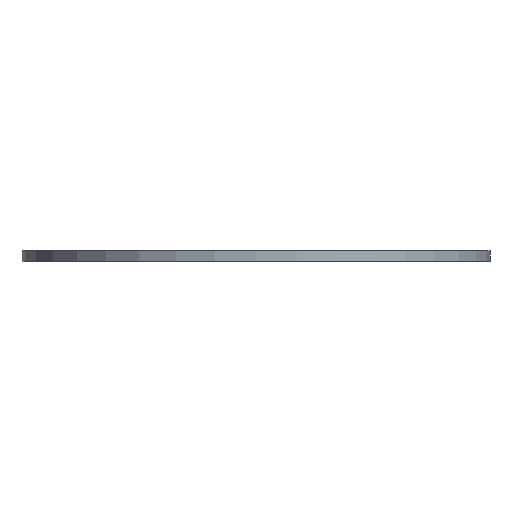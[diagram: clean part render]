
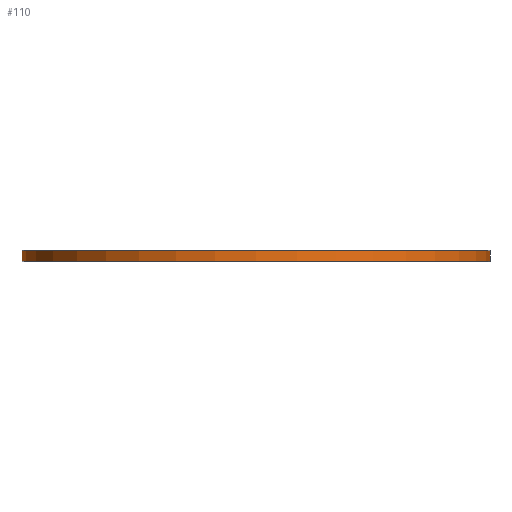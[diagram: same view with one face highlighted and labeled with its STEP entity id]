
A CAD part, front view. The second image highlights one B-rep face of the part: STEP entity #110.
In plain terms, the highlighted cylindrical face has radius 208.6 mm (diameter 417.2 mm), a full revolution.
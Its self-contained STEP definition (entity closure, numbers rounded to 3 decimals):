
#34=CYLINDRICAL_SURFACE('',#1828,208.6);
#110=ADVANCED_FACE('',(#339,#340),#34,.T.);
#339=FACE_BOUND('',#645,.T.);
#340=FACE_BOUND('',#646,.T.);
#645=EDGE_LOOP('',(#951));
#646=EDGE_LOOP('',(#952));
#951=ORIENTED_EDGE('',*,*,#1410,.T.);
#952=ORIENTED_EDGE('',*,*,#1411,.T.);
#1257=VERTEX_POINT('',#2760);
#1258=VERTEX_POINT('',#2762);
#1410=EDGE_CURVE('',#1257,#1257,#1576,.T.);
#1411=EDGE_CURVE('',#1258,#1258,#1577,.T.);
#1576=CIRCLE('',#1826,208.6);
#1577=CIRCLE('',#1827,208.6);
#1826=AXIS2_PLACEMENT_3D('',#2759,#2204,#2205);
#1827=AXIS2_PLACEMENT_3D('',#2761,#2206,#2207);
#1828=AXIS2_PLACEMENT_3D('',#2763,#2208,#2209);
#2204=DIRECTION('',(0.,0.,1.));
#2205=DIRECTION('',(-1.,0.,0.));
#2206=DIRECTION('',(0.,0.,-1.));
#2207=DIRECTION('',(1.,0.,0.));
#2208=DIRECTION('',(0.,0.,1.));
#2209=DIRECTION('',(1.,0.,0.));
#2759=CARTESIAN_POINT('',(0.,0.,0.2));
#2760=CARTESIAN_POINT('',(-208.6,0.,0.2));
#2761=CARTESIAN_POINT('',(0.,0.,9.8));
#2762=CARTESIAN_POINT('',(208.6,0.,9.8));
#2763=CARTESIAN_POINT('',(0.,0.,0.));
